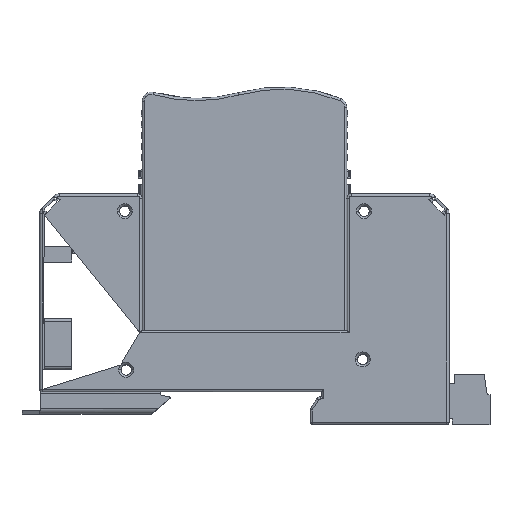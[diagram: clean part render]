
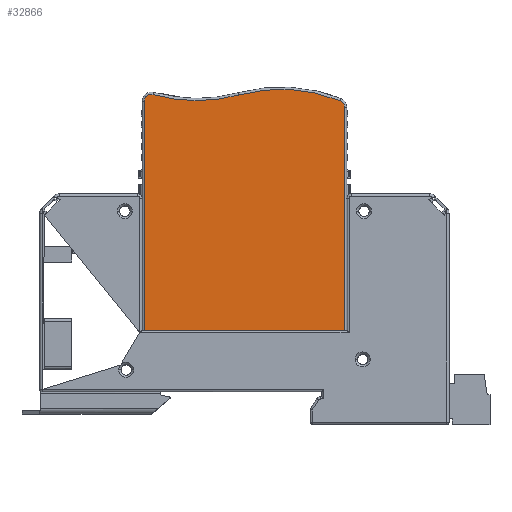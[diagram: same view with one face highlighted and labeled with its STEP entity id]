
A CAD part, top view. The second image highlights one B-rep face of the part: STEP entity #32866.
In plain terms, the highlighted face is planar.
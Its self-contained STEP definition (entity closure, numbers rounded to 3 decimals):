
#28489=DIRECTION('',(-1.,0.,0.));
#28490=VECTOR('',#28489,44.);
#28491=CARTESIAN_POINT('',(22.,-8.9,0.));
#28492=LINE('',#28491,#28490);
#28496=CARTESIAN_POINT('',(-20.5,-8.9,50.377));
#28497=DIRECTION('',(0.,1.,0.));
#28498=DIRECTION('',(-1.,0.,0.));
#28499=AXIS2_PLACEMENT_3D('',#28496,#28497,#28498);
#28504=CARTESIAN_POINT('',(-10.5,-8.9,86.));
#28505=DIRECTION('',(0.,-1.,0.));
#28506=DIRECTION('',(-0.27,0.,-0.963));
#28507=AXIS2_PLACEMENT_3D('',#28504,#28505,#28506);
#28512=CARTESIAN_POINT('',(8.04,-8.9,18.5));
#28513=DIRECTION('',(0.,1.,0.));
#28514=DIRECTION('',(-0.267,0.,0.964));
#28515=AXIS2_PLACEMENT_3D('',#28512,#28513,#28514);
#28520=CARTESIAN_POINT('',(20.5,-8.9,49.057));
#28521=DIRECTION('',(0.,1.,0.));
#28522=DIRECTION('',(0.378,0.,0.926));
#28523=AXIS2_PLACEMENT_3D('',#28520,#28521,#28522);
#28528=DIRECTION('',(0.,0.,1.));
#28529=VECTOR('',#28528,49.057);
#28530=CARTESIAN_POINT('',(22.,-8.9,0.));
#28531=LINE('',#28530,#28529);
#29227=DIRECTION('',(0.,0.,-1.));
#29228=VECTOR('',#29227,50.377);
#29229=CARTESIAN_POINT('',(-22.,-8.9,50.377));
#29230=LINE('',#29229,#29228);
#32253=CARTESIAN_POINT('',(22.,-8.9,0.));
#32254=CARTESIAN_POINT('',(22.,-8.9,49.057));
#32255=VERTEX_POINT('',#32253);
#32256=VERTEX_POINT('',#32254);
#32257=CARTESIAN_POINT('',(-22.,-8.9,0.));
#32258=VERTEX_POINT('',#32257);
#32259=CARTESIAN_POINT('',(-22.,-8.9,50.377));
#32260=VERTEX_POINT('',#32259);
#32261=CARTESIAN_POINT('',(-20.095,-8.9,51.821));
#32262=VERTEX_POINT('',#32261);
#32263=CARTESIAN_POINT('',(-1.156,-8.9,51.752));
#32264=VERTEX_POINT('',#32263);
#32265=CARTESIAN_POINT('',(21.066,-8.9,50.446));
#32266=VERTEX_POINT('',#32265);
#32845=CARTESIAN_POINT('',(0.,-8.9,0.));
#32846=DIRECTION('',(0.,1.,0.));
#32847=DIRECTION('',(-1.,0.,0.));
#32848=AXIS2_PLACEMENT_3D('',#32845,#32846,#32847);
#32849=PLANE('',#32848);
#32851=ORIENTED_EDGE('',*,*,#32850,.F.);
#32853=ORIENTED_EDGE('',*,*,#32852,.T.);
#32855=ORIENTED_EDGE('',*,*,#32854,.F.);
#32857=ORIENTED_EDGE('',*,*,#32856,.T.);
#32859=ORIENTED_EDGE('',*,*,#32858,.T.);
#32861=ORIENTED_EDGE('',*,*,#32860,.T.);
#32863=ORIENTED_EDGE('',*,*,#32862,.T.);
#32864=EDGE_LOOP('',(#32851,#32853,#32855,#32857,#32859,#32861,#32863));
#32865=FACE_OUTER_BOUND('',#32864,.F.);
#28500=CIRCLE('',#28499,1.5);
#28508=CIRCLE('',#28507,35.5);
#28516=CIRCLE('',#28515,34.5);
#28524=CIRCLE('',#28523,1.5);
#32850=EDGE_CURVE('',#32255,#32256,#28531,.T.);
#32852=EDGE_CURVE('',#32255,#32258,#28492,.T.);
#32854=EDGE_CURVE('',#32260,#32258,#29230,.T.);
#32856=EDGE_CURVE('',#32260,#32262,#28500,.T.);
#32858=EDGE_CURVE('',#32262,#32264,#28508,.T.);
#32860=EDGE_CURVE('',#32264,#32266,#28516,.T.);
#32862=EDGE_CURVE('',#32266,#32256,#28524,.T.);
#32866=ADVANCED_FACE('',(#32865),#32849,.F.);
